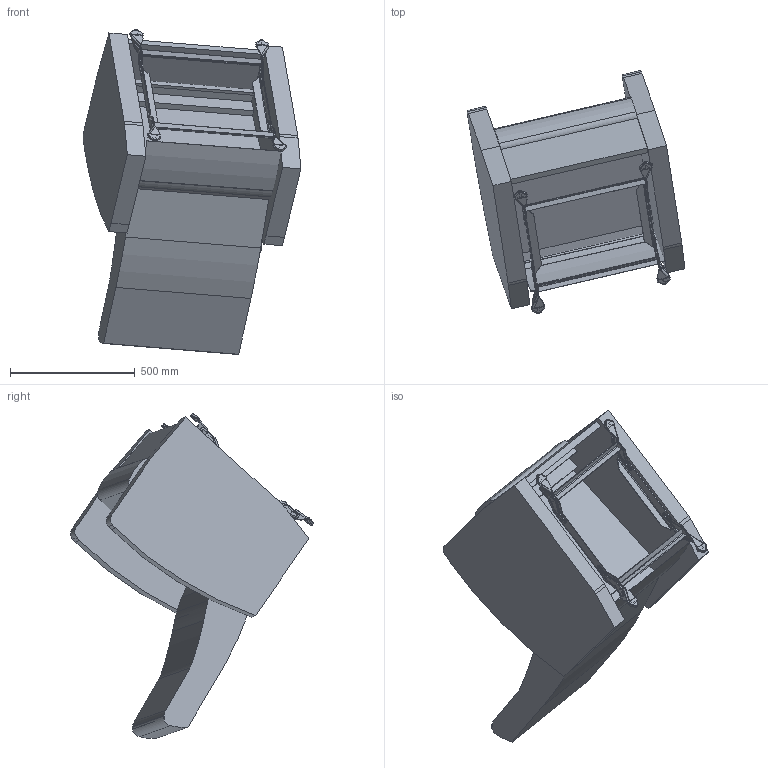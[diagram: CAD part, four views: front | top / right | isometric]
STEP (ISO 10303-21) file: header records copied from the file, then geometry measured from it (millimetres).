
FILE_DESCRIPTION(/* description */ (''),/* implementation_level */ '2;1');
FILE_NAME(/* name */ 'K1716F.stp',/* time_stamp */ '2019-05-23T11:11:01-04:00',/* author */ ('emehringer'),/* organization */ (''),/* preprocessor_version */ 'ST-DEVELOPER v16.13',/* originating_system */ 'Autodesk Inventor 2018',/* authorisation */ '');
FILE_SCHEMA (('AUTOMOTIVE_DESIGN { 1 0 10303 214 3 1 1 }'));
Products named in the file (8): K1716F; USEAT 1304; H1010 UBACK COVER; MECH 1716 generic; 1716 PLATFORM generic; E1304 UARM; UFRONT E1716; UBACK L1304
Assembly tree (8 placements, depth 3):
  K1716F
    USEAT 1304
    H1010 UBACK COVER
    MECH 1716 generic
      1716 PLATFORM generic
    E1304 UARM  x2
    UFRONT E1716
    UBACK L1304
Bounding box: 874.94 x 975.99 x 1304.56 mm (x, y, z)
Volume: 144743685.9 mm3; surface area: 4938894.9 mm2
Topology: 7 solids, 7 shells, 1244 faces, 3332 edges, 2034 vertices
Faces by surface type: cylinder 560, plane 378, bspline 130, torus 128, sphere 48
Entity records: 47226 total; most frequent: CARTESIAN_POINT 15430, ORIENTED_EDGE 6494, DIRECTION 6446, EDGE_CURVE 3247, AXIS2_PLACEMENT_3D 2412, VERTEX_POINT 2012, LINE 1622, VECTOR 1622
